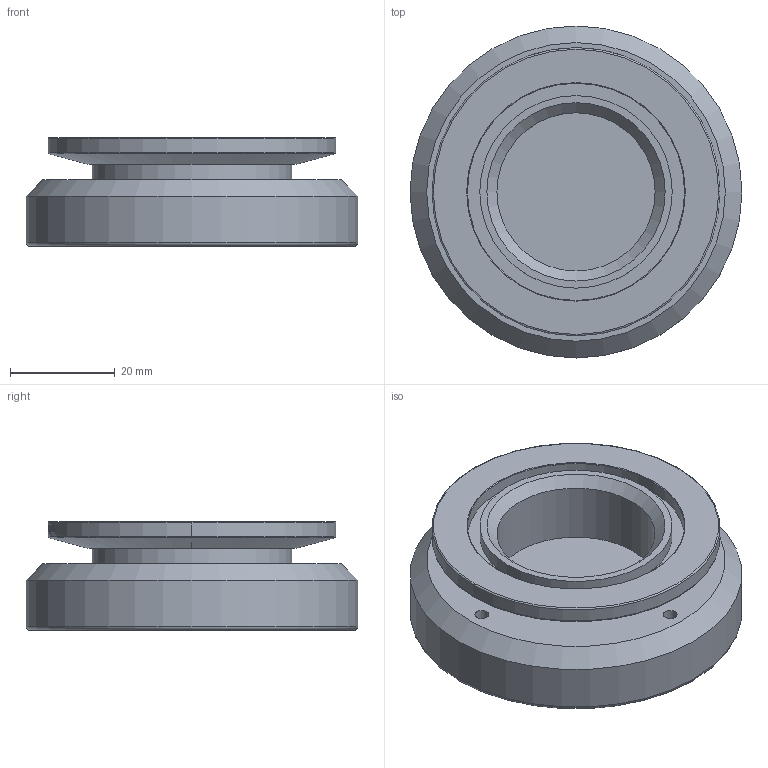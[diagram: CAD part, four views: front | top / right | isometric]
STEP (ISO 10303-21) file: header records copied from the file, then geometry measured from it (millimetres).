
FILE_DESCRIPTION(/* description */ ('Alibre Inc.'),/* implementation_level */ '2;1');
FILE_NAME(/* name */ 'export0',/* time_stamp */ '2009-03-03T08:52:48-08:00',/* author */ (''),/* organization */ (''),/* preprocessor_version */ 'ST-DEVELOPER v10',/* originating_system */ 'Alibre',/* authorisation */ '');
FILE_SCHEMA (('CONFIG_CONTROL_DESIGN'));
Length unit declared in the file: centimetre
Products named in the file (1): ID_1
Bounding box: 63.25 x 63.25 x 20.73 mm (x, y, z)
Volume: 38072.9 mm3; surface area: 16248 mm2
Topology: 1 solids, 5 shells, 452 faces, 1106 edges, 706 vertices
Faces by surface type: plane 189, bspline 138, cylinder 56, cone 55, torus 13, sphere 1
Full cylindrical faces by diameter (mm): 2.642 x4, 4.369 x4, 30.175 x1, 31.42 x1, 33.325 x1, 37.516 x1, 38.1 x2, 38.354 x1, 63.246 x1
Entity records: 33160 total; most frequent: CARTESIAN_POINT 23999, ORIENTED_EDGE 2142, DIRECTION 1271, EDGE_CURVE 1071, VERTEX_POINT 695, AXIS2_PLACEMENT_3D 597, EDGE_LOOP 526, FACE_BOUND 526
